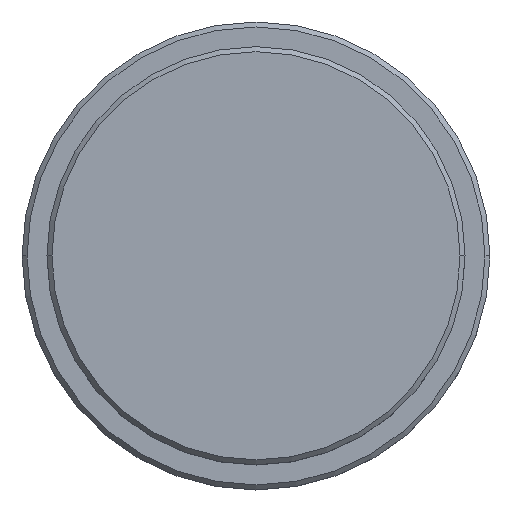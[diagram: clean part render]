
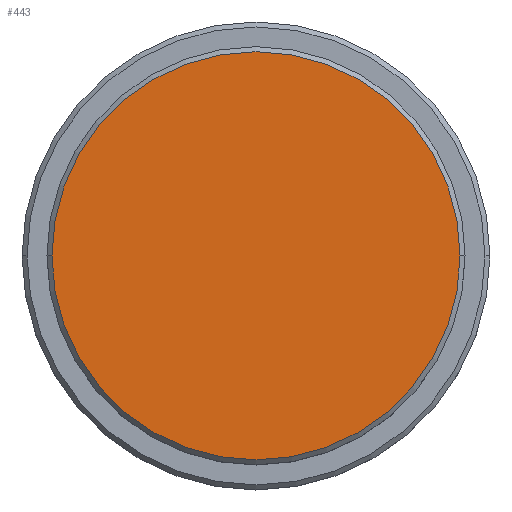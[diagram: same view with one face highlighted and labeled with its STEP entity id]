
A CAD part, top view. The second image highlights one B-rep face of the part: STEP entity #443.
In plain terms, the highlighted planar face has unit normal (0, 0, 1).
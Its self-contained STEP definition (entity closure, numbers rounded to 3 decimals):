
#34 = CIRCLE ( 'NONE', #1152, 20.5 ) ;
#122 = DIRECTION ( 'NONE',  ( 0., 0., 1. ) ) ;
#138 = DIRECTION ( 'NONE',  ( 0., 0., 1. ) ) ;
#177 = CIRCLE ( 'NONE', #1381, 20.5 ) ;
#261 = DIRECTION ( 'NONE',  ( 0., 0., 1. ) ) ;
#400 = ORIENTED_EDGE ( 'NONE', *, *, #1385, .T. ) ;
#443 = ADVANCED_FACE ( 'NONE', ( #915 ), #1144, .T. ) ;
#517 = AXIS2_PLACEMENT_3D ( 'NONE', #802, #261, #692 ) ;
#578 = DIRECTION ( 'NONE',  ( 1., 0., 0. ) ) ;
#641 = CARTESIAN_POINT ( 'NONE',  ( 20.5, 0., 0. ) ) ;
#692 = DIRECTION ( 'NONE',  ( 1., 0., 0. ) ) ;
#802 = CARTESIAN_POINT ( 'NONE',  ( 0., 0., 0. ) ) ;
#838 = CARTESIAN_POINT ( 'NONE',  ( 0., 0., 0. ) ) ;
#915 = FACE_OUTER_BOUND ( 'NONE', #1318, .T. ) ;
#1004 = ORIENTED_EDGE ( 'NONE', *, *, #1129, .T. ) ;
#1060 = CARTESIAN_POINT ( 'NONE',  ( -20.5, 0., 0. ) ) ;
#1069 = VERTEX_POINT ( 'NONE', #641 ) ;
#1108 = CARTESIAN_POINT ( 'NONE',  ( 0., 0., 0. ) ) ;
#1129 = EDGE_CURVE ( 'NONE', #1317, #1069, #177, .T. ) ;
#1144 = PLANE ( 'NONE',  #517 ) ;
#1152 = AXIS2_PLACEMENT_3D ( 'NONE', #838, #138, #578 ) ;
#1317 = VERTEX_POINT ( 'NONE', #1060 ) ;
#1318 = EDGE_LOOP ( 'NONE', ( #1004, #400 ) ) ;
#1335 = DIRECTION ( 'NONE',  ( 1., 0., 0. ) ) ;
#1381 = AXIS2_PLACEMENT_3D ( 'NONE', #1108, #122, #1335 ) ;
#1385 = EDGE_CURVE ( 'NONE', #1069, #1317, #34, .T. ) ;
